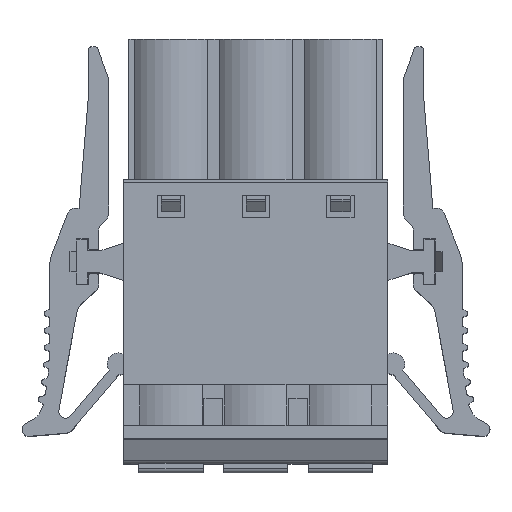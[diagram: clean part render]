
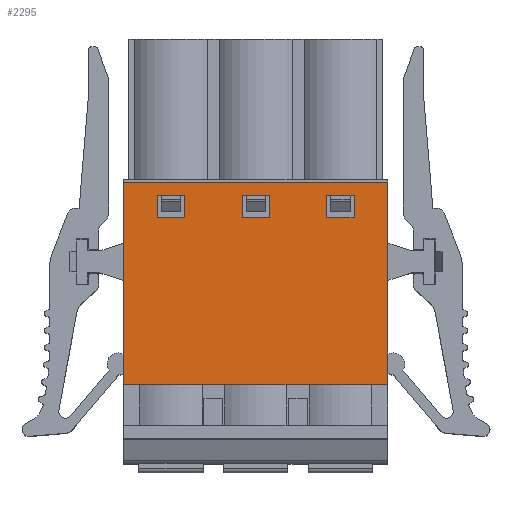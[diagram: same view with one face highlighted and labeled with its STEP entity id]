
A CAD part, top view. The second image highlights one B-rep face of the part: STEP entity #2295.
In plain terms, the highlighted planar face has unit normal (0, 0, 1).
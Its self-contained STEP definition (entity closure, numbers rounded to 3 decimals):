
#868=CARTESIAN_POINT('',(-6.32,11.5,1.777));
#869=VERTEX_POINT('',#868);
#876=CARTESIAN_POINT('',(-6.32,23.45,1.777));
#877=VERTEX_POINT('',#876);
#878=CARTESIAN_POINT('',(-6.32,11.5,1.777));
#879=DIRECTION('',(0.,1.,0.));
#880=VECTOR('',#879,11.95);
#881=LINE('',#878,#880);
#882=EDGE_CURVE('',#869,#877,#881,.T.);
#2126=CARTESIAN_POINT('',(-3.52,11.5,1.777));
#2127=VERTEX_POINT('',#2126);
#2135=CARTESIAN_POINT('',(-6.32,11.5,1.777));
#2136=DIRECTION('',(1.,0.,0.));
#2137=VECTOR('',#2136,2.8);
#2138=LINE('',#2135,#2137);
#2139=EDGE_CURVE('',#869,#2127,#2138,.T.);
#2146=CARTESIAN_POINT('',(1.48,17.475,1.777));
#2147=DIRECTION('',(0.,-1.,0.));
#2148=DIRECTION('',(0.,0.,1.));
#2149=AXIS2_PLACEMENT_3D('',#2146,#2148,#2147);
#2150=PLANE('',#2149);
#2151=ORIENTED_EDGE('',*,*,#882,.F.);
#2152=ORIENTED_EDGE('',*,*,#2139,.T.);
#2153=CARTESIAN_POINT('',(1.48,11.5,1.777));
#2154=VERTEX_POINT('',#2153);
#2155=CARTESIAN_POINT('',(-3.52,11.5,1.777));
#2156=DIRECTION('',(1.,0.,0.));
#2157=VECTOR('',#2156,5.);
#2158=LINE('',#2155,#2157);
#2159=EDGE_CURVE('',#2127,#2154,#2158,.T.);
#2160=ORIENTED_EDGE('',*,*,#2159,.T.);
#2161=CARTESIAN_POINT('',(6.48,11.5,1.777));
#2162=VERTEX_POINT('',#2161);
#2163=CARTESIAN_POINT('',(6.48,11.5,1.777));
#2164=DIRECTION('',(-1.,0.,0.));
#2165=VECTOR('',#2164,5.);
#2166=LINE('',#2163,#2165);
#2167=EDGE_CURVE('',#2162,#2154,#2166,.T.);
#2168=ORIENTED_EDGE('',*,*,#2167,.F.);
#2169=CARTESIAN_POINT('',(9.28,11.5,1.777));
#2170=VERTEX_POINT('',#2169);
#2171=CARTESIAN_POINT('',(9.28,11.5,1.777));
#2172=DIRECTION('',(-1.,0.,0.));
#2173=VECTOR('',#2172,2.8);
#2174=LINE('',#2171,#2173);
#2175=EDGE_CURVE('',#2170,#2162,#2174,.T.);
#2176=ORIENTED_EDGE('',*,*,#2175,.F.);
#2177=CARTESIAN_POINT('',(9.28,23.45,1.777));
#2178=VERTEX_POINT('',#2177);
#2179=CARTESIAN_POINT('',(9.28,23.45,1.777));
#2180=DIRECTION('',(0.,-1.,0.));
#2181=VECTOR('',#2180,11.95);
#2182=LINE('',#2179,#2181);
#2183=EDGE_CURVE('',#2178,#2170,#2182,.T.);
#2184=ORIENTED_EDGE('',*,*,#2183,.F.);
#2185=CARTESIAN_POINT('',(9.28,23.45,1.777));
#2186=DIRECTION('',(-1.,0.,0.));
#2187=VECTOR('',#2186,15.6);
#2188=LINE('',#2185,#2187);
#2189=EDGE_CURVE('',#2178,#877,#2188,.T.);
#2190=ORIENTED_EDGE('',*,*,#2189,.T.);
#2191=EDGE_LOOP('',(#2151,#2152,#2160,#2168,#2176,#2184,#2190));
#2192=FACE_OUTER_BOUND('',#2191,.T.);
#2193=CARTESIAN_POINT('',(2.28,21.35,1.777));
#2194=VERTEX_POINT('',#2193);
#2195=CARTESIAN_POINT('',(0.68,21.35,1.777));
#2196=VERTEX_POINT('',#2195);
#2197=CARTESIAN_POINT('',(2.28,21.35,1.777));
#2198=DIRECTION('',(-1.,0.,0.));
#2199=VECTOR('',#2198,1.6);
#2200=LINE('',#2197,#2199);
#2201=EDGE_CURVE('',#2194,#2196,#2200,.T.);
#2202=ORIENTED_EDGE('',*,*,#2201,.T.);
#2203=CARTESIAN_POINT('',(0.68,22.65,1.777));
#2204=VERTEX_POINT('',#2203);
#2205=CARTESIAN_POINT('',(0.68,21.35,1.777));
#2206=DIRECTION('',(0.,1.,0.));
#2207=VECTOR('',#2206,1.3);
#2208=LINE('',#2205,#2207);
#2209=EDGE_CURVE('',#2196,#2204,#2208,.T.);
#2210=ORIENTED_EDGE('',*,*,#2209,.T.);
#2211=CARTESIAN_POINT('',(2.28,22.65,1.777));
#2212=VERTEX_POINT('',#2211);
#2213=CARTESIAN_POINT('',(0.68,22.65,1.777));
#2214=DIRECTION('',(1.,0.,0.));
#2215=VECTOR('',#2214,1.6);
#2216=LINE('',#2213,#2215);
#2217=EDGE_CURVE('',#2204,#2212,#2216,.T.);
#2218=ORIENTED_EDGE('',*,*,#2217,.T.);
#2219=CARTESIAN_POINT('',(2.28,21.35,1.777));
#2220=DIRECTION('',(0.,1.,0.));
#2221=VECTOR('',#2220,1.3);
#2222=LINE('',#2219,#2221);
#2223=EDGE_CURVE('',#2194,#2212,#2222,.T.);
#2224=ORIENTED_EDGE('',*,*,#2223,.F.);
#2225=EDGE_LOOP('',(#2202,#2210,#2218,#2224));
#2226=FACE_BOUND('',#2225,.T.);
#2227=CARTESIAN_POINT('',(5.68,22.65,1.777));
#2228=VERTEX_POINT('',#2227);
#2229=CARTESIAN_POINT('',(7.28,22.65,1.777));
#2230=VERTEX_POINT('',#2229);
#2231=CARTESIAN_POINT('',(5.68,22.65,1.777));
#2232=DIRECTION('',(1.,0.,0.));
#2233=VECTOR('',#2232,1.6);
#2234=LINE('',#2231,#2233);
#2235=EDGE_CURVE('',#2228,#2230,#2234,.T.);
#2236=ORIENTED_EDGE('',*,*,#2235,.T.);
#2237=CARTESIAN_POINT('',(7.28,21.35,1.777));
#2238=VERTEX_POINT('',#2237);
#2239=CARTESIAN_POINT('',(7.28,22.65,1.777));
#2240=DIRECTION('',(0.,-1.,0.));
#2241=VECTOR('',#2240,1.3);
#2242=LINE('',#2239,#2241);
#2243=EDGE_CURVE('',#2230,#2238,#2242,.T.);
#2244=ORIENTED_EDGE('',*,*,#2243,.T.);
#2245=CARTESIAN_POINT('',(5.68,21.35,1.777));
#2246=VERTEX_POINT('',#2245);
#2247=CARTESIAN_POINT('',(7.28,21.35,1.777));
#2248=DIRECTION('',(-1.,0.,0.));
#2249=VECTOR('',#2248,1.6);
#2250=LINE('',#2247,#2249);
#2251=EDGE_CURVE('',#2238,#2246,#2250,.T.);
#2252=ORIENTED_EDGE('',*,*,#2251,.T.);
#2253=CARTESIAN_POINT('',(5.68,21.35,1.777));
#2254=DIRECTION('',(0.,1.,0.));
#2255=VECTOR('',#2254,1.3);
#2256=LINE('',#2253,#2255);
#2257=EDGE_CURVE('',#2246,#2228,#2256,.T.);
#2258=ORIENTED_EDGE('',*,*,#2257,.T.);
#2259=EDGE_LOOP('',(#2236,#2244,#2252,#2258));
#2260=FACE_BOUND('',#2259,.T.);
#2261=CARTESIAN_POINT('',(-4.32,22.65,1.777));
#2262=VERTEX_POINT('',#2261);
#2263=CARTESIAN_POINT('',(-2.72,22.65,1.777));
#2264=VERTEX_POINT('',#2263);
#2265=CARTESIAN_POINT('',(-4.32,22.65,1.777));
#2266=DIRECTION('',(1.,0.,0.));
#2267=VECTOR('',#2266,1.6);
#2268=LINE('',#2265,#2267);
#2269=EDGE_CURVE('',#2262,#2264,#2268,.T.);
#2270=ORIENTED_EDGE('',*,*,#2269,.T.);
#2271=CARTESIAN_POINT('',(-2.72,21.35,1.777));
#2272=VERTEX_POINT('',#2271);
#2273=CARTESIAN_POINT('',(-2.72,22.65,1.777));
#2274=DIRECTION('',(0.,-1.,0.));
#2275=VECTOR('',#2274,1.3);
#2276=LINE('',#2273,#2275);
#2277=EDGE_CURVE('',#2264,#2272,#2276,.T.);
#2278=ORIENTED_EDGE('',*,*,#2277,.T.);
#2279=CARTESIAN_POINT('',(-4.32,21.35,1.777));
#2280=VERTEX_POINT('',#2279);
#2281=CARTESIAN_POINT('',(-2.72,21.35,1.777));
#2282=DIRECTION('',(-1.,0.,0.));
#2283=VECTOR('',#2282,1.6);
#2284=LINE('',#2281,#2283);
#2285=EDGE_CURVE('',#2272,#2280,#2284,.T.);
#2286=ORIENTED_EDGE('',*,*,#2285,.T.);
#2287=CARTESIAN_POINT('',(-4.32,21.35,1.777));
#2288=DIRECTION('',(0.,1.,0.));
#2289=VECTOR('',#2288,1.3);
#2290=LINE('',#2287,#2289);
#2291=EDGE_CURVE('',#2280,#2262,#2290,.T.);
#2292=ORIENTED_EDGE('',*,*,#2291,.T.);
#2293=EDGE_LOOP('',(#2270,#2278,#2286,#2292));
#2294=FACE_BOUND('',#2293,.T.);
#2295=ADVANCED_FACE('',(#2192,#2226,#2260,#2294),#2150,.T.);
